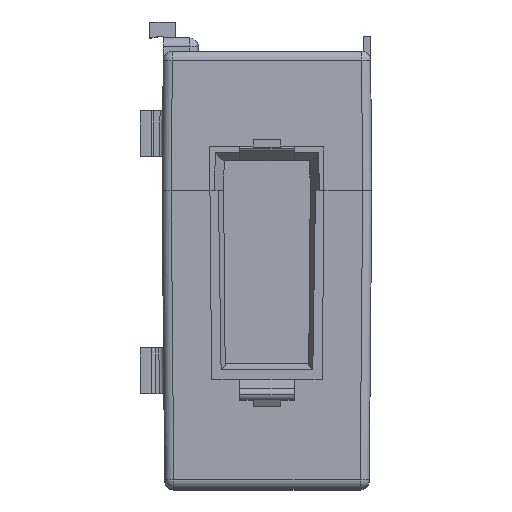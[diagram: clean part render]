
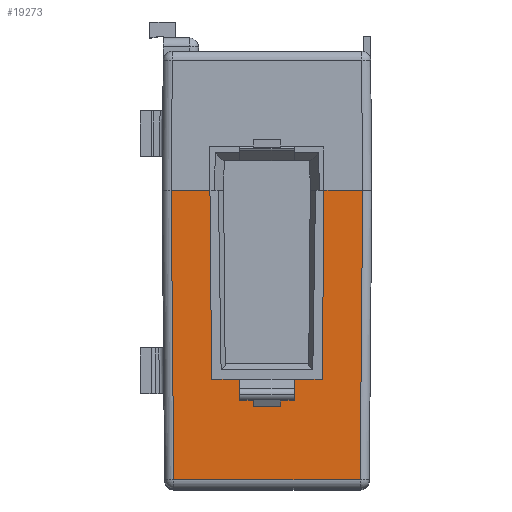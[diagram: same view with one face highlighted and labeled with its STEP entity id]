
A CAD part, top view. The second image highlights one B-rep face of the part: STEP entity #19273.
In plain terms, the highlighted planar face has unit normal (0, -0.009, 1).
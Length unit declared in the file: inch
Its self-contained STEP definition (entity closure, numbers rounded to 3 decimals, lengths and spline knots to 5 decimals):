
#279 = VERTEX_POINT ( 'NONE', #18721 ) ;
#299 = LINE ( 'NONE', #8578, #7348 ) ;
#734 = EDGE_CURVE ( 'NONE', #1517, #10707, #5928, .T. ) ;
#827 = DIRECTION ( 'NONE',  ( 0., -0.009, 1. ) ) ;
#1265 = VERTEX_POINT ( 'NONE', #18087 ) ;
#1315 = CARTESIAN_POINT ( 'NONE',  ( -0.05906, -0.90551, 1.37005 ) ) ;
#1517 = VERTEX_POINT ( 'NONE', #12818 ) ;
#1689 = CARTESIAN_POINT ( 'NONE',  ( -0.45276, -0.81693, 1.37082 ) ) ;
#1710 = VERTEX_POINT ( 'NONE', #7294 ) ;
#1851 = CARTESIAN_POINT ( 'NONE',  ( -0.24606, 0., 1.37795 ) ) ;
#1918 = VECTOR ( 'NONE', #14290, 39.37008 ) ;
#1935 = EDGE_CURVE ( 'NONE', #9535, #20066, #299, .T. ) ;
#2157 = DIRECTION ( 'NONE',  ( 0., 1., 0.009 ) ) ;
#2579 = VERTEX_POINT ( 'NONE', #16589 ) ;
#3118 = CARTESIAN_POINT ( 'NONE',  ( -0.45276, -0.93476, 1.3698 ) ) ;
#3257 = EDGE_CURVE ( 'NONE', #13677, #13116, #14561, .T. ) ;
#3417 = CARTESIAN_POINT ( 'NONE',  ( -0.45276, 0., 1.37795 ) ) ;
#3434 = ORIENTED_EDGE ( 'NONE', *, *, #7998, .T. ) ;
#3478 = ORIENTED_EDGE ( 'NONE', *, *, #13704, .T. ) ;
#3610 = EDGE_CURVE ( 'NONE', #2579, #9001, #18111, .T. ) ;
#3841 = EDGE_CURVE ( 'NONE', #21277, #9755, #15299, .T. ) ;
#4153 = LINE ( 'NONE', #15325, #17211 ) ;
#4422 = DIRECTION ( 'NONE',  ( 0., -1., -0.009 ) ) ;
#4561 = CARTESIAN_POINT ( 'NONE',  ( 0.05906, -0.93476, 1.3698 ) ) ;
#4686 = DIRECTION ( 'NONE',  ( 0., -1., -0.009 ) ) ;
#4718 = CARTESIAN_POINT ( 'NONE',  ( 0.11811, -0.90551, 1.37005 ) ) ;
#4926 = DIRECTION ( 'NONE',  ( 0.009, 1., 0.009 ) ) ;
#4971 = EDGE_CURVE ( 'NONE', #1265, #2579, #18774, .T. ) ;
#5084 = CARTESIAN_POINT ( 'NONE',  ( 0.05906, -0.90551, 1.37005 ) ) ;
#5169 = CARTESIAN_POINT ( 'NONE',  ( -0.11811, -0.90551, 1.37005 ) ) ;
#5233 = CARTESIAN_POINT ( 'NONE',  ( 0.11811, 0., 1.37795 ) ) ;
#5625 = ORIENTED_EDGE ( 'NONE', *, *, #9831, .T. ) ;
#5764 = ORIENTED_EDGE ( 'NONE', *, *, #4971, .T. ) ;
#5824 = ORIENTED_EDGE ( 'NONE', *, *, #17415, .F. ) ;
#5928 = LINE ( 'NONE', #20741, #14308 ) ;
#6246 = EDGE_CURVE ( 'NONE', #1517, #9755, #4153, .T. ) ;
#6274 = ORIENTED_EDGE ( 'NONE', *, *, #734, .T. ) ;
#6557 = LINE ( 'NONE', #13208, #13815 ) ;
#6603 = CARTESIAN_POINT ( 'NONE',  ( 0.11811, -0.90551, 1.37005 ) ) ;
#6743 = CARTESIAN_POINT ( 'NONE',  ( 0.11811, -0.81693, 1.37082 ) ) ;
#7011 = CARTESIAN_POINT ( 'NONE',  ( -0.45276, 0., 1.37795 ) ) ;
#7294 = CARTESIAN_POINT ( 'NONE',  ( -0.23893, -0.81693, 1.37082 ) ) ;
#7348 = VECTOR ( 'NONE', #2157, 39.37008 ) ;
#7670 = ORIENTED_EDGE ( 'NONE', *, *, #8383, .T. ) ;
#7703 = VERTEX_POINT ( 'NONE', #4718 ) ;
#7789 = EDGE_CURVE ( 'NONE', #1710, #21277, #13658, .T. ) ;
#7998 = EDGE_CURVE ( 'NONE', #20066, #1710, #21034, .T. ) ;
#8172 = LINE ( 'NONE', #14832, #15902 ) ;
#8238 = VERTEX_POINT ( 'NONE', #9116 ) ;
#8383 = EDGE_CURVE ( 'NONE', #13116, #279, #12816, .T. ) ;
#8578 = CARTESIAN_POINT ( 'NONE',  ( -0.11811, 0., 1.37795 ) ) ;
#9001 = VERTEX_POINT ( 'NONE', #12332 ) ;
#9116 = CARTESIAN_POINT ( 'NONE',  ( -0.05906, -0.90551, 1.37005 ) ) ;
#9223 = VECTOR ( 'NONE', #11179, 39.37008 ) ;
#9272 = DIRECTION ( 'NONE',  ( -1., 0., 0. ) ) ;
#9535 = VERTEX_POINT ( 'NONE', #5169 ) ;
#9755 = VERTEX_POINT ( 'NONE', #10710 ) ;
#9804 = VECTOR ( 'NONE', #4422, 39.37008 ) ;
#9831 = EDGE_CURVE ( 'NONE', #10707, #1265, #6557, .T. ) ;
#10279 = ORIENTED_EDGE ( 'NONE', *, *, #3257, .T. ) ;
#10355 = ORIENTED_EDGE ( 'NONE', *, *, #18846, .T. ) ;
#10707 = VERTEX_POINT ( 'NONE', #11948 ) ;
#10710 = CARTESIAN_POINT ( 'NONE',  ( -0.41339, 0., 1.37795 ) ) ;
#11029 = EDGE_LOOP ( 'NONE', ( #18422, #21007, #3434, #13772, #11406, #15324, #6274, #5625, #5764, #13912, #19832, #10355, #3478, #10279, #7670, #5824 ) ) ;
#11179 = DIRECTION ( 'NONE',  ( -1., 0., 0. ) ) ;
#11406 = ORIENTED_EDGE ( 'NONE', *, *, #3841, .T. ) ;
#11871 = DIRECTION ( 'NONE',  ( 0., -1., -0.009 ) ) ;
#11948 = CARTESIAN_POINT ( 'NONE',  ( 0.40248, -1.25034, 1.36704 ) ) ;
#12067 = DIRECTION ( 'NONE',  ( 0., -1., -0.009 ) ) ;
#12327 = CARTESIAN_POINT ( 'NONE',  ( -0.23893, -0.81693, 1.37082 ) ) ;
#12332 = CARTESIAN_POINT ( 'NONE',  ( 0.23893, -0.81693, 1.37082 ) ) ;
#12538 = DIRECTION ( 'NONE',  ( -0.009, 1., 0.009 ) ) ;
#12816 = LINE ( 'NONE', #3118, #9223 ) ;
#12818 = CARTESIAN_POINT ( 'NONE',  ( -0.40248, -1.25034, 1.36704 ) ) ;
#13082 = DIRECTION ( 'NONE',  ( -1., 0., 0. ) ) ;
#13116 = VERTEX_POINT ( 'NONE', #4561 ) ;
#13208 = CARTESIAN_POINT ( 'NONE',  ( 0.40248, -1.25034, 1.36704 ) ) ;
#13227 = LINE ( 'NONE', #1689, #19385 ) ;
#13255 = DIRECTION ( 'NONE',  ( -1., 0., 0. ) ) ;
#13658 = LINE ( 'NONE', #12327, #14424 ) ;
#13677 = VERTEX_POINT ( 'NONE', #5084 ) ;
#13704 = EDGE_CURVE ( 'NONE', #7703, #13677, #21532, .T. ) ;
#13772 = ORIENTED_EDGE ( 'NONE', *, *, #7789, .T. ) ;
#13808 = VECTOR ( 'NONE', #11871, 39.37008 ) ;
#13815 = VECTOR ( 'NONE', #4926, 39.37008 ) ;
#13817 = CARTESIAN_POINT ( 'NONE',  ( -0.45276, 0., 1.37795 ) ) ;
#13912 = ORIENTED_EDGE ( 'NONE', *, *, #3610, .T. ) ;
#14290 = DIRECTION ( 'NONE',  ( -1., 0., 0. ) ) ;
#14308 = VECTOR ( 'NONE', #17685, 39.37008 ) ;
#14424 = VECTOR ( 'NONE', #15614, 39.37008 ) ;
#14561 = LINE ( 'NONE', #19122, #9804 ) ;
#14832 = CARTESIAN_POINT ( 'NONE',  ( 0.11811, -0.90551, 1.37005 ) ) ;
#15299 = LINE ( 'NONE', #7011, #18532 ) ;
#15324 = ORIENTED_EDGE ( 'NONE', *, *, #6246, .F. ) ;
#15325 = CARTESIAN_POINT ( 'NONE',  ( -0.41318, -0.0237, 1.37775 ) ) ;
#15614 = DIRECTION ( 'NONE',  ( -0.009, 1., 0.009 ) ) ;
#15762 = FACE_OUTER_BOUND ( 'NONE', #11029, .T. ) ;
#15902 = VECTOR ( 'NONE', #13082, 39.37008 ) ;
#15928 = CARTESIAN_POINT ( 'NONE',  ( -0.45276, -0.81693, 1.37082 ) ) ;
#16163 = CARTESIAN_POINT ( 'NONE',  ( 0.24606, 0., 1.37795 ) ) ;
#16338 = LINE ( 'NONE', #1315, #16883 ) ;
#16589 = CARTESIAN_POINT ( 'NONE',  ( 0.24606, 0., 1.37795 ) ) ;
#16883 = VECTOR ( 'NONE', #4686, 39.37008 ) ;
#17211 = VECTOR ( 'NONE', #12538, 39.37008 ) ;
#17415 = EDGE_CURVE ( 'NONE', #8238, #279, #16338, .T. ) ;
#17685 = DIRECTION ( 'NONE',  ( 1., 0., 0. ) ) ;
#18087 = CARTESIAN_POINT ( 'NONE',  ( 0.41339, 0., 1.37795 ) ) ;
#18111 = LINE ( 'NONE', #16163, #18870 ) ;
#18220 = DIRECTION ( 'NONE',  ( -0.009, -1., -0.009 ) ) ;
#18339 = DIRECTION ( 'NONE',  ( -1., 0., 0. ) ) ;
#18422 = ORIENTED_EDGE ( 'NONE', *, *, #19819, .T. ) ;
#18532 = VECTOR ( 'NONE', #9272, 39.37008 ) ;
#18561 = VECTOR ( 'NONE', #19971, 39.37008 ) ;
#18721 = CARTESIAN_POINT ( 'NONE',  ( -0.05906, -0.93476, 1.3698 ) ) ;
#18774 = LINE ( 'NONE', #3417, #18561 ) ;
#18846 = EDGE_CURVE ( 'NONE', #21076, #7703, #20150, .T. ) ;
#18870 = VECTOR ( 'NONE', #18220, 39.37008 ) ;
#19117 = VECTOR ( 'NONE', #13255, 39.37008 ) ;
#19122 = CARTESIAN_POINT ( 'NONE',  ( 0.05906, -0.90551, 1.37005 ) ) ;
#19273 = ADVANCED_FACE ( 'Defeature ausgef�hrt1_402', ( #15762 ), #20339, .T. ) ;
#19354 = AXIS2_PLACEMENT_3D ( 'NONE', #13817, #827, #12067 ) ;
#19385 = VECTOR ( 'NONE', #18339, 39.37008 ) ;
#19819 = EDGE_CURVE ( 'NONE', #8238, #9535, #8172, .T. ) ;
#19832 = ORIENTED_EDGE ( 'NONE', *, *, #21514, .T. ) ;
#19971 = DIRECTION ( 'NONE',  ( -1., 0., 0. ) ) ;
#20066 = VERTEX_POINT ( 'NONE', #20472 ) ;
#20150 = LINE ( 'NONE', #5233, #13808 ) ;
#20339 = PLANE ( 'NONE',  #19354 ) ;
#20472 = CARTESIAN_POINT ( 'NONE',  ( -0.11811, -0.81693, 1.37082 ) ) ;
#20741 = CARTESIAN_POINT ( 'NONE',  ( -0.45276, -1.25034, 1.36704 ) ) ;
#21007 = ORIENTED_EDGE ( 'NONE', *, *, #1935, .T. ) ;
#21034 = LINE ( 'NONE', #15928, #1918 ) ;
#21076 = VERTEX_POINT ( 'NONE', #6743 ) ;
#21277 = VERTEX_POINT ( 'NONE', #1851 ) ;
#21514 = EDGE_CURVE ( 'NONE', #9001, #21076, #13227, .T. ) ;
#21532 = LINE ( 'NONE', #6603, #19117 ) ;
